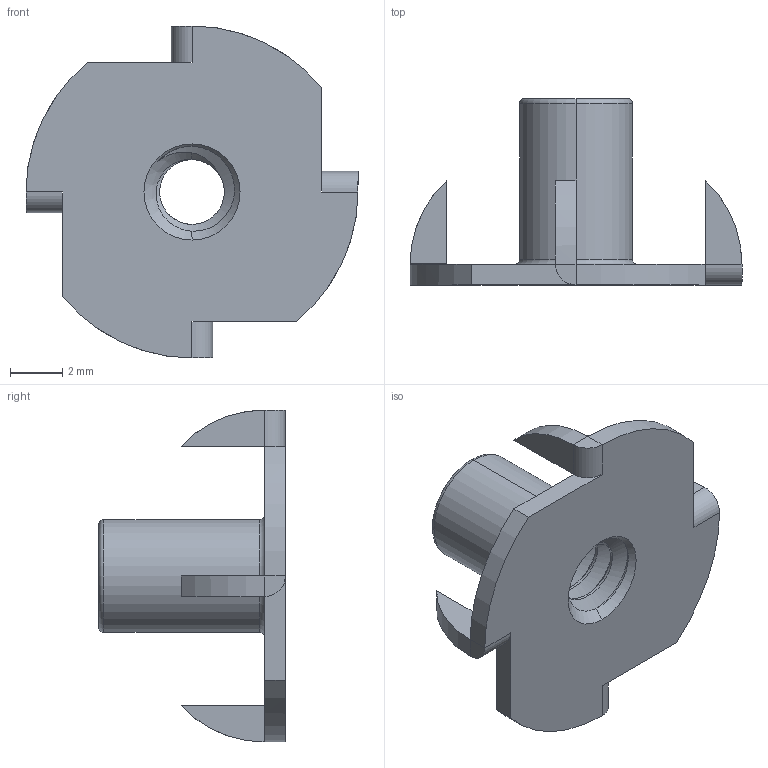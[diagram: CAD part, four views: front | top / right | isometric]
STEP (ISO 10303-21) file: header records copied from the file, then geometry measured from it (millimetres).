
FILE_DESCRIPTION (( 'STEP AP203' ), '1' );
FILE_NAME ('90975A102_Steel Tee Nut Inserts.STEP', '2025-04-25T15:37:10', ( 'Administrator' ), ( 'Managed by Terraform' ), 'SwSTEP 2.0', 'SolidWorks 2017', '' );
FILE_SCHEMA (( 'CONFIG_CONTROL_DESIGN' ));
Length unit declared in the file: inch
Products named in the file (1): 90975A102_Steel Tee Nut Inserts
Bounding box: 12.7 x 7.14 x 12.7 mm (x, y, z)
Volume: 140.7 mm3; surface area: 489 mm2
Topology: 1 solids, 1 shells, 92 faces, 250 edges, 161 vertices
Faces by surface type: cylinder 53, plane 27, cone 6, torus 4, bspline 2
Entity records: 4206 total; most frequent: CARTESIAN_POINT 2021, ORIENTED_EDGE 500, DIRECTION 389, EDGE_CURVE 250, VERTEX_POINT 161, AXIS2_PLACEMENT_3D 140, VECTOR 109, LINE 109
